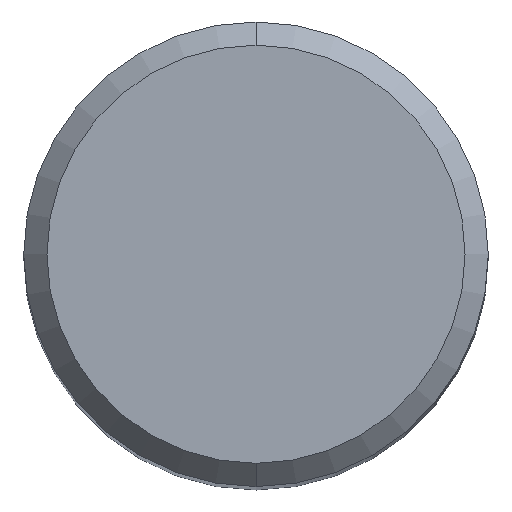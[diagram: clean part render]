
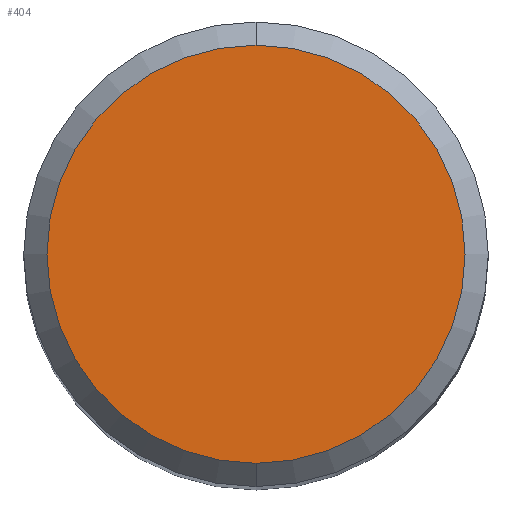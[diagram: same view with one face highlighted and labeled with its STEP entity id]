
A CAD part, top view. The second image highlights one B-rep face of the part: STEP entity #404.
In plain terms, the highlighted planar face has unit normal (0, 0, 1).
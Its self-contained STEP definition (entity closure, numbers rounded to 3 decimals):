
#204=EDGE_CURVE('',#296,#286,#507,.T.);
#286=VERTEX_POINT('',#599);
#296=VERTEX_POINT('',#609);
#404=ADVANCED_FACE('',(#729),#730,.T.);
#450=EDGE_CURVE('',#286,#296,#780,.T.);
#507=CIRCLE('',#910,7.2);
#599=CARTESIAN_POINT('',(0.0,7.2,0.0));
#609=CARTESIAN_POINT('',(0.,-7.2,0.0));
#729=FACE_OUTER_BOUND('',#1413,.T.);
#730=PLANE('',#1414);
#780=CIRCLE('',#1475,7.2);
#910=AXIS2_PLACEMENT_3D('',#1505,#1506,#1507);
#1413=EDGE_LOOP('',(#1764,#1765));
#1414=AXIS2_PLACEMENT_3D('',#1766,#1767,#1768);
#1475=AXIS2_PLACEMENT_3D('',#1822,#1823,#1824);
#1505=CARTESIAN_POINT('',(0.0,0.0,0.0));
#1506=DIRECTION('',(0.0,0.0,-1.0));
#1507=DIRECTION('',(0.0,1.0,0.0));
#1764=ORIENTED_EDGE('',*,*,#450,.F.);
#1765=ORIENTED_EDGE('',*,*,#204,.F.);
#1766=CARTESIAN_POINT('',(0.0,3.6,0.0));
#1767=DIRECTION('',(-0.0,0.0,1.0));
#1768=DIRECTION('',(0.0,-1.0,0.0));
#1822=CARTESIAN_POINT('',(0.0,0.0,0.0));
#1823=DIRECTION('',(0.0,0.0,-1.0));
#1824=DIRECTION('',(0.0,1.0,0.0));
